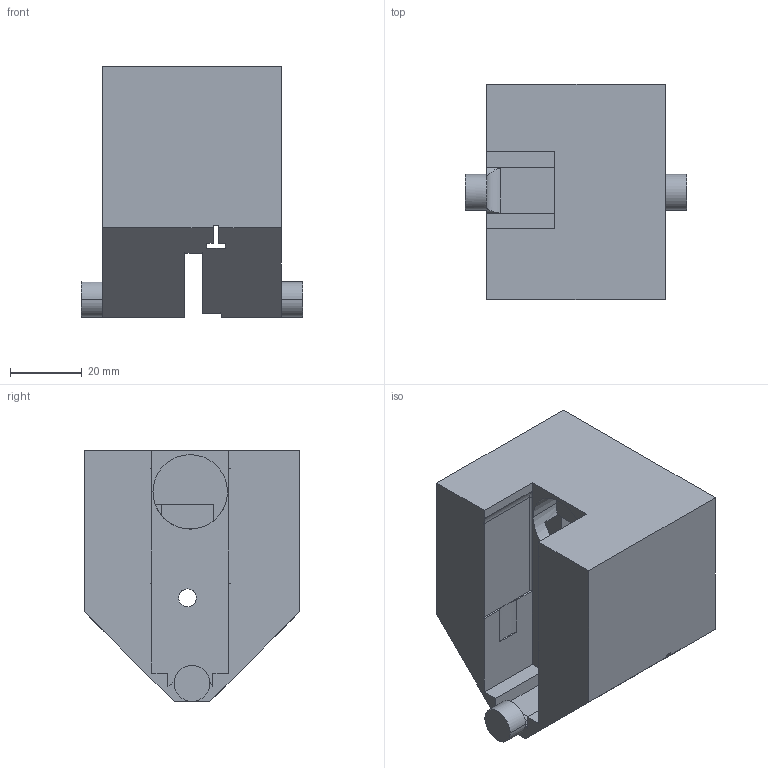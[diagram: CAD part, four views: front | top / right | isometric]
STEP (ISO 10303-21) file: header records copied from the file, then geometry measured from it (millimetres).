
FILE_DESCRIPTION (( 'STEP AP203' ), '1' );
FILE_NAME ('steering gearbox assembly.STEP', '2024-09-27T18:36:56', ( '' ), ( '' ), 'SwSTEP 2.0', 'SolidWorks 2023', '' );
FILE_SCHEMA (( 'CONFIG_CONTROL_DESIGN' ));
Length unit declared in the file: millimetre
Products named in the file (1): steering gearbox assembly
Bounding box: 62 x 60 x 70 mm (x, y, z)
Volume: 133723.1 mm3; surface area: 28243.8 mm2
Topology: 1 solids, 1 shells, 82 faces, 237 edges, 152 vertices
Faces by surface type: plane 55, cylinder 23, torus 4
Entity records: 2838 total; most frequent: CARTESIAN_POINT 570, ORIENTED_EDGE 474, DIRECTION 441, EDGE_CURVE 237, VECTOR 179, LINE 179, VERTEX_POINT 152, AXIS2_PLACEMENT_3D 131
